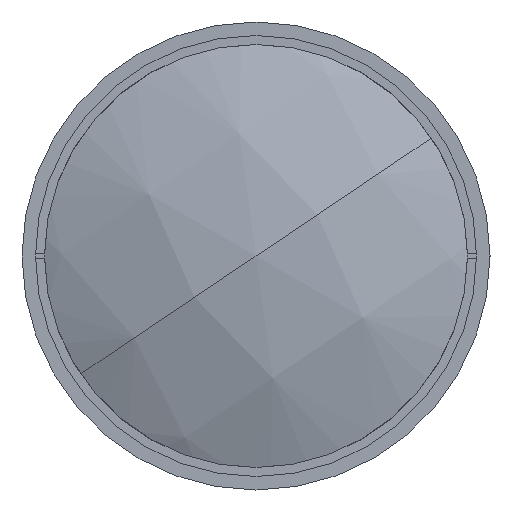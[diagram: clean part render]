
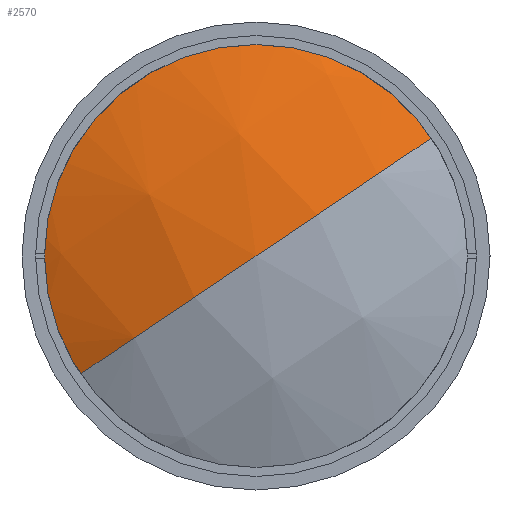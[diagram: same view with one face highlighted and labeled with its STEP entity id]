
A CAD part, left-side view. The second image highlights one B-rep face of the part: STEP entity #2570.
In plain terms, the highlighted spherical face has radius 114.92 mm.
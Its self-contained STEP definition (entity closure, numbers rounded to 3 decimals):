
#434 = EDGE_CURVE ( 'NONE', #11474, #2437, #10803, .T. ) ;
#952 = CARTESIAN_POINT ( 'NONE',  ( 116.92, 0., 0. ) ) ;
#1594 = CARTESIAN_POINT ( 'NONE',  ( 2., 0., 0. ) ) ;
#2192 = DIRECTION ( 'NONE',  ( 0., 0.83, -0.558 ) ) ;
#2226 = ORIENTED_EDGE ( 'NONE', *, *, #8594, .F. ) ;
#2437 = VERTEX_POINT ( 'NONE', #9276 ) ;
#2570 = ADVANCED_FACE ( 'NONE', ( #10579 ), #3556, .T. ) ;
#3463 = EDGE_LOOP ( 'NONE', ( #12228, #13850, #2226 ) ) ;
#3556 = SPHERICAL_SURFACE ( 'NONE', #3856, 114.92 ) ;
#3850 = DIRECTION ( 'NONE',  ( 0., 0.558, 0.83 ) ) ;
#3856 = AXIS2_PLACEMENT_3D ( 'NONE', #4600, #13313, #14582 ) ;
#4600 = CARTESIAN_POINT ( 'NONE',  ( 116.92, 0., 0. ) ) ;
#5316 = CARTESIAN_POINT ( 'NONE',  ( 12.504, -39.828, 26.79 ) ) ;
#5538 = DIRECTION ( 'NONE',  ( 0., 0.558, 0.83 ) ) ;
#5956 = CARTESIAN_POINT ( 'NONE',  ( 12.504, 0., 0. ) ) ;
#6590 = DIRECTION ( 'NONE',  ( -1., 0., 0. ) ) ;
#7615 = EDGE_CURVE ( 'NONE', #2437, #9113, #15785, .T. ) ;
#8594 = EDGE_CURVE ( 'NONE', #11474, #9113, #15379, .T. ) ;
#8786 = AXIS2_PLACEMENT_3D ( 'NONE', #952, #9648, #2192 ) ;
#9113 = VERTEX_POINT ( 'NONE', #1594 ) ;
#9276 = CARTESIAN_POINT ( 'NONE',  ( 12.504, 39.828, -26.79 ) ) ;
#9648 = DIRECTION ( 'NONE',  ( 0., -0.558, -0.83 ) ) ;
#10579 = FACE_OUTER_BOUND ( 'NONE', #3463, .T. ) ;
#10803 = CIRCLE ( 'NONE', #11428, 48. ) ;
#11324 = CARTESIAN_POINT ( 'NONE',  ( 116.92, 0., 0. ) ) ;
#11428 = AXIS2_PLACEMENT_3D ( 'NONE', #5956, #6590, #5538 ) ;
#11474 = VERTEX_POINT ( 'NONE', #5316 ) ;
#12228 = ORIENTED_EDGE ( 'NONE', *, *, #434, .T. ) ;
#12571 = DIRECTION ( 'NONE',  ( 0., -0.83, 0.558 ) ) ;
#12758 = AXIS2_PLACEMENT_3D ( 'NONE', #11324, #3850, #12571 ) ;
#13313 = DIRECTION ( 'NONE',  ( 0., 0.558, 0.83 ) ) ;
#13850 = ORIENTED_EDGE ( 'NONE', *, *, #7615, .T. ) ;
#14582 = DIRECTION ( 'NONE',  ( 0., -0.83, 0.558 ) ) ;
#15379 = CIRCLE ( 'NONE', #8786, 114.92 ) ;
#15785 = CIRCLE ( 'NONE', #12758, 114.92 ) ;
